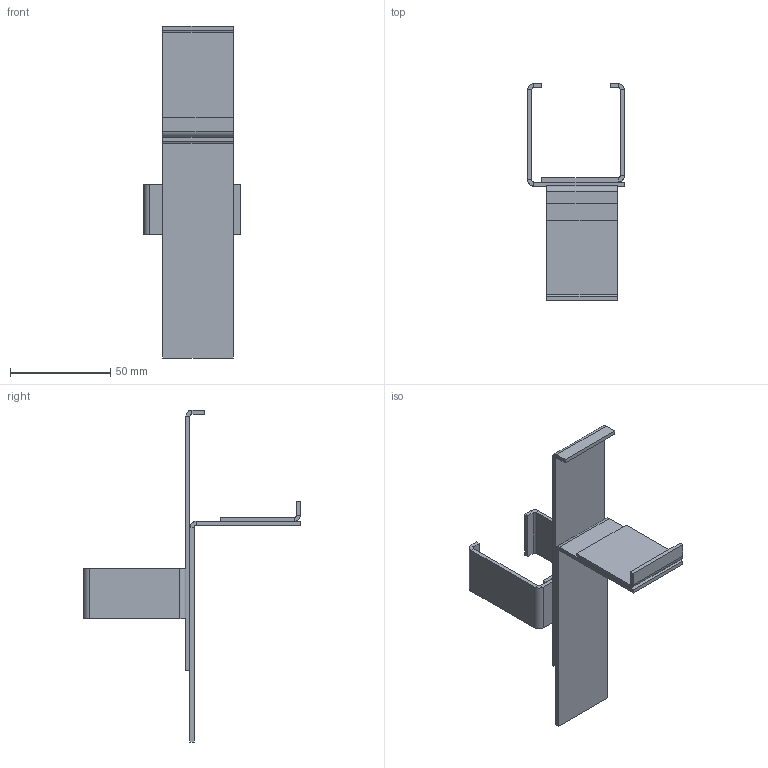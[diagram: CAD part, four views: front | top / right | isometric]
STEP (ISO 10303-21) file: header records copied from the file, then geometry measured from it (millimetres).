
FILE_DESCRIPTION (( 'STEP AP214' ), '1' );
FILE_NAME ('6286802.stp', '2016-06-30T07:47:30', ( '' ), ( '' ), 'SwSTEP 2.0', 'SolidWorks 2014', '' );
FILE_SCHEMA (( 'AUTOMOTIVE_DESIGN' ));
Length unit declared in the file: millimetre
Products named in the file (6): 42294E_Standard; 43072C_Standard; 43072D_Standard; 42293B_Standard; 6286802; 42294D_Standard
Assembly tree (5 placements, depth 2):
  6286802
    42293B_Standard
    43072D_Standard
    43072C_Standard
    42294E_Standard
    42294D_Standard
Bounding box: 48 x 108 x 165.47 mm (x, y, z)
Volume: 33758.1 mm3; surface area: 36526 mm2
Topology: 5 solids, 5 shells, 86 faces, 172 edges, 96 vertices
Faces by surface type: plane 72, cylinder 14
Entity records: 2378 total; most frequent: DIRECTION 388, CARTESIAN_POINT 362, ORIENTED_EDGE 344, EDGE_CURVE 172, LINE 144, VECTOR 144, AXIS2_PLACEMENT_3D 122, VERTEX_POINT 96
